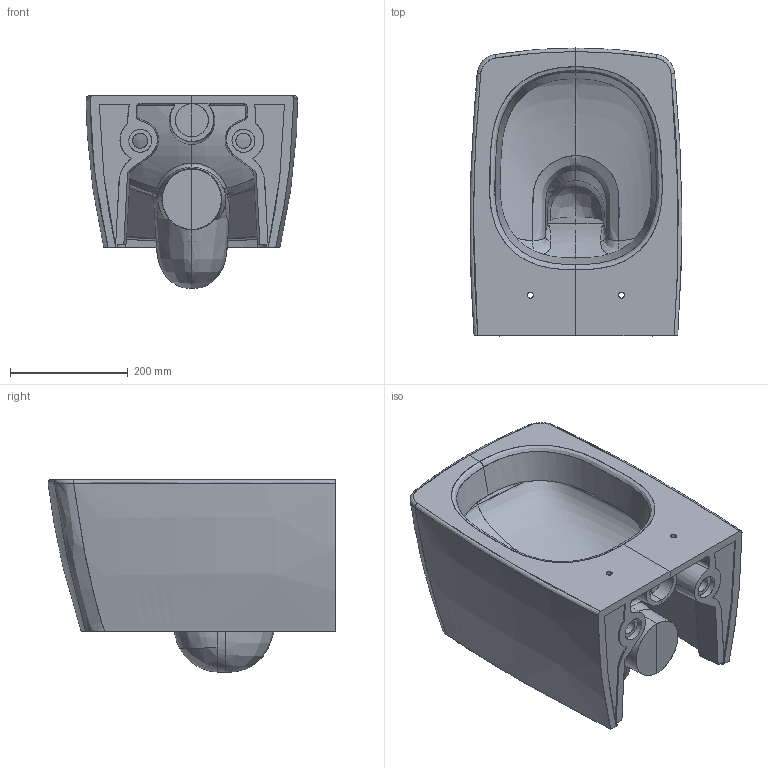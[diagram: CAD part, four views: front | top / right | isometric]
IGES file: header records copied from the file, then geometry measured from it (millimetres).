
Global section: file name: 43H5671urun.igs; native system: NX V7.5; preprocessor: SIEMENS PLM Software NX 7.5; date: 20121031.172143; units: millimetre
Bounding box: 359.68 x 488.94 x 327.88 mm (x, y, z)
Surface area: 1153593.8 mm2 (no closed solid volume)
Topology: 0 solids, 0 shells, 210 faces, 2254 edges, 2280 vertices
Faces by surface type: bspline 184, offset 26
